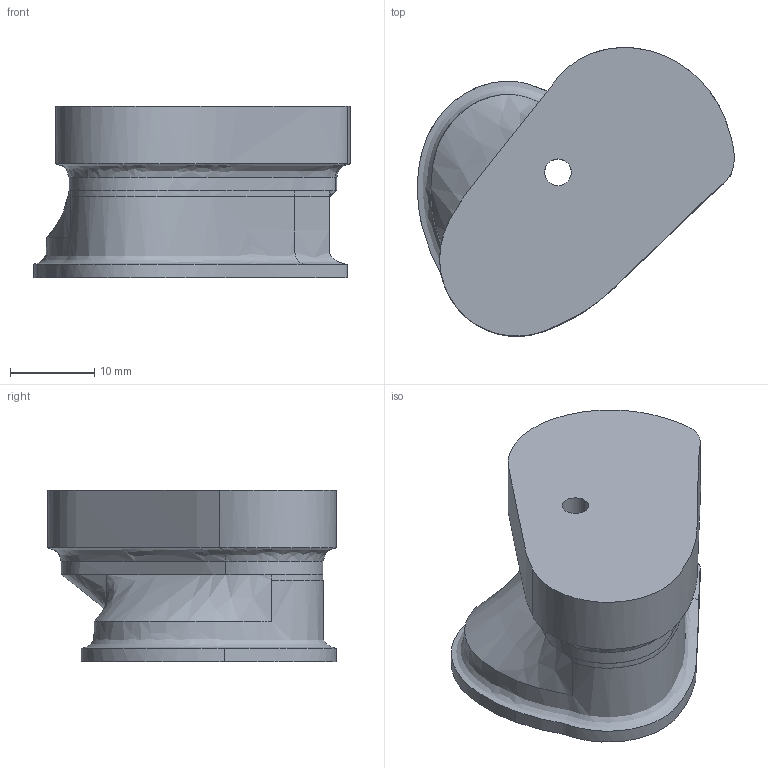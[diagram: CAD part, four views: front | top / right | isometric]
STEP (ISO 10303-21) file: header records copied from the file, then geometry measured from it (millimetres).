
FILE_DESCRIPTION (( 'STEP AP214' ), '1' );
FILE_NAME ('cam_transmission.STEP', '2024-07-30T19:47:50', ( '' ), ( '' ), 'SwSTEP 2.0', 'SolidWorks 2023', '' );
FILE_SCHEMA (( 'AUTOMOTIVE_DESIGN' ));
Length unit declared in the file: millimetre
Products named in the file (1): cam_transmission
Bounding box: 37.57 x 34.28 x 20.33 mm (x, y, z)
Volume: 13249.7 mm3; surface area: 4519.5 mm2
Topology: 2 solids, 2 shells, 44 faces, 126 edges, 86 vertices
Faces by surface type: plane 22, bspline 20, cylinder 2
Entity records: 6243 total; most frequent: CARTESIAN_POINT 5308, ORIENTED_EDGE 252, EDGE_CURVE 126, B_SPLINE_CURVE_WITH_KNOTS 99, VERTEX_POINT 86, DIRECTION 79, EDGE_LOOP 46, ADVANCED_FACE 44
